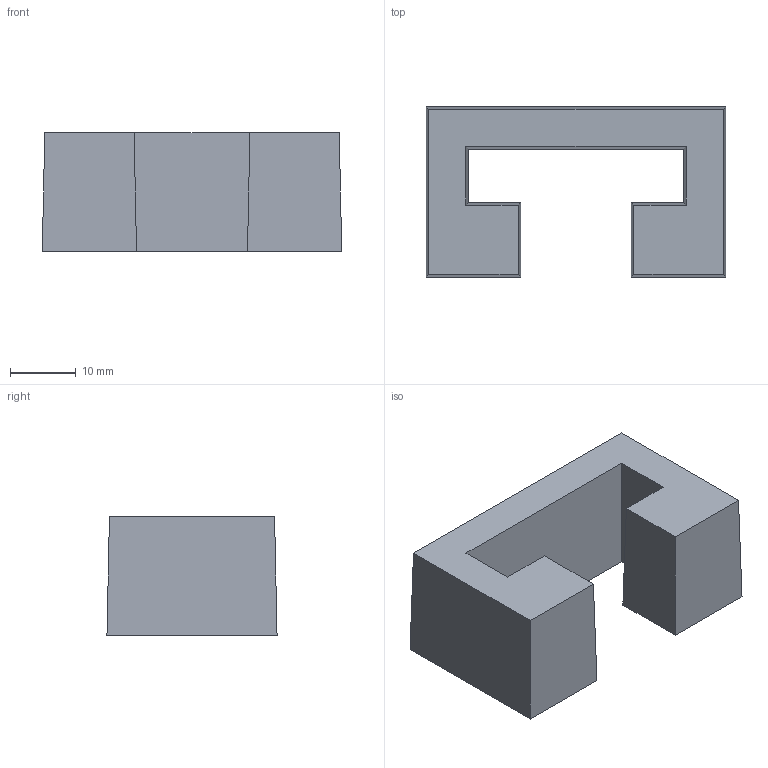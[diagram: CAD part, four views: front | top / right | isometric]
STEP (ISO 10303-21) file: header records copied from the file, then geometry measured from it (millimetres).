
FILE_DESCRIPTION (( 'STEP AP214' ), '1' );
FILE_NAME ('1122902.stp', '2017-12-07T07:48:40', ( '' ), ( '' ), 'SwSTEP 2.0', 'SolidWorks 2016', '' );
FILE_SCHEMA (( 'AUTOMOTIVE_DESIGN' ));
Length unit declared in the file: millimetre
Products named in the file (1): 1122902
Bounding box: 45.61 x 25.91 x 18 mm (x, y, z)
Volume: 7553.8 mm3; surface area: 8281.9 mm2
Topology: 1 solids, 1 shells, 51 faces, 120 edges, 72 vertices
Faces by surface type: plane 39, cylinder 12
Entity records: 1436 total; most frequent: CARTESIAN_POINT 280, ORIENTED_EDGE 240, DIRECTION 212, EDGE_CURVE 120, LINE 108, VECTOR 108, VERTEX_POINT 72, AXIS2_PLACEMENT_3D 52
